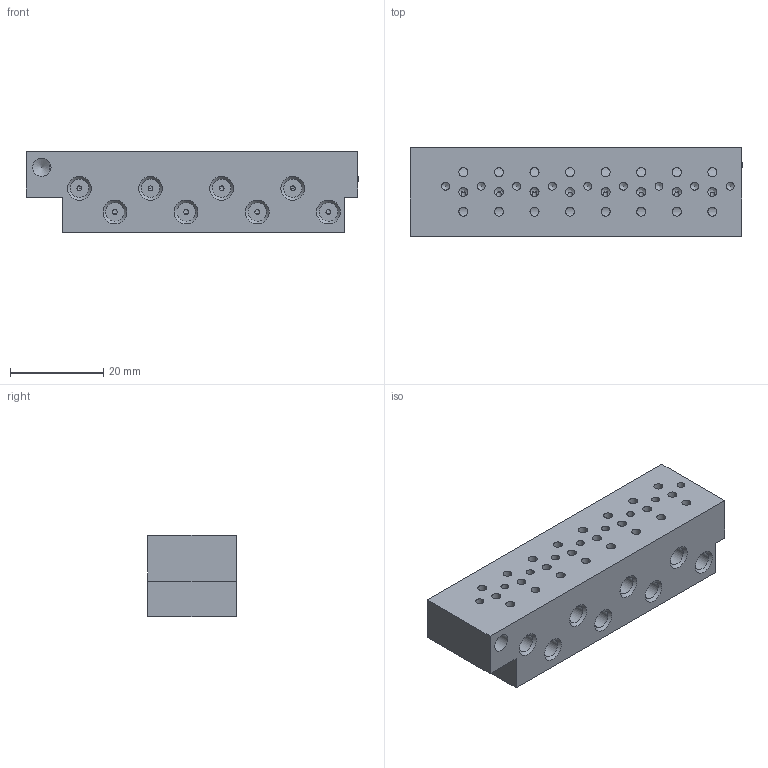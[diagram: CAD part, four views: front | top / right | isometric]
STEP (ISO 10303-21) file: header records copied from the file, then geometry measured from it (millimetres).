
FILE_DESCRIPTION((''),'2;1');
FILE_NAME('ValveManifold shared no and nc individual common 214 dis.step','2012-06-27T12:10:28',('Marc'),(''),'Autodesk Inventor 2011','Autodesk Inventor 2011','');
FILE_SCHEMA(('AUTOMOTIVE_DESIGN { 1 2 10303 214 0 1 1 1 }'));
Length unit declared in the file: inch
Products named in the file (1): ValveManifold shared no and nc individual common
Bounding box: 71.12 x 19.05 x 17.46 mm (x, y, z)
Volume: 18911.6 mm3; surface area: 9325.5 mm2
Topology: 1 solids, 1 shells, 128 faces, 348 edges, 220 vertices
Faces by surface type: cylinder 60, cone 50, plane 18
Full cylindrical faces by diameter (mm): 1.016 x8, 1.702 x9, 1.93 x24, 3.302 x3, 3.962 x12
Entity records: 4372 total; most frequent: CARTESIAN_POINT 1679, DIRECTION 536, ORIENTED_EDGE 440, EDGE_LOOP 265, AXIS2_PLACEMENT_3D 256, EDGE_CURVE 220, VERTEX_POINT 179, FACE_BOUND 137
